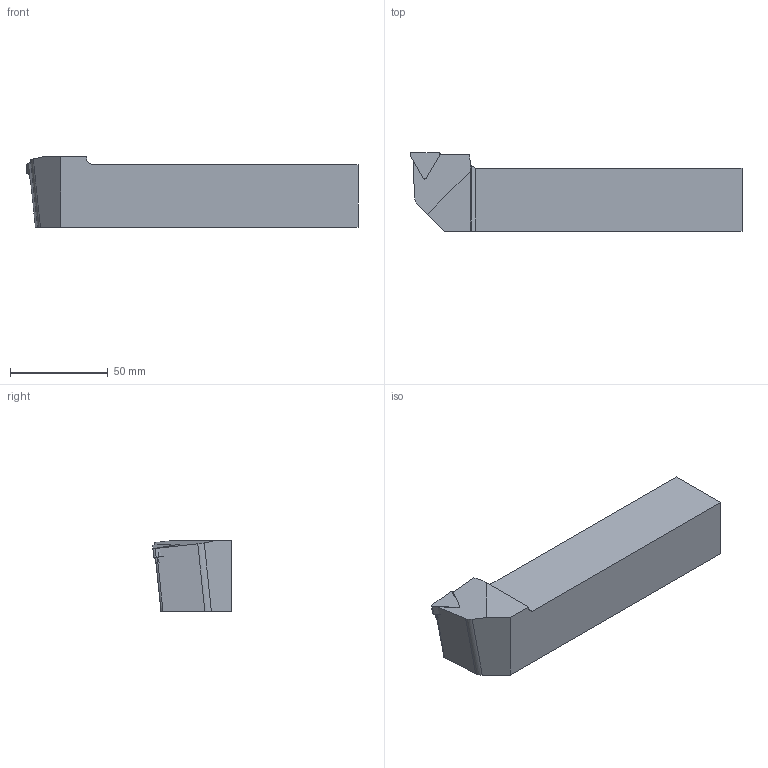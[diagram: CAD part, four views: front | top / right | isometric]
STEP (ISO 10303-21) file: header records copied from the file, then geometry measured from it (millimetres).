
FILE_DESCRIPTION(/* description */ (''),/* implementation_level */ '2;1');
FILE_NAME(/* name */ 'PTGNL-3232-P16.stp',/* time_stamp */ '2023-09-29T16:31:01+03:00',/* author */ (''),/* organization */ (''),/* preprocessor_version */ 'ST-DEVELOPER v19.4',/* originating_system */ 'SIEMENS PLM Software NX2306.3001',/* authorisation */ '');
FILE_SCHEMA (('AUTOMOTIVE_DESIGN { 1 0 10303 214 3 1 1 1 }'));
Length unit declared in the file: millimetre
Products named in the file (1): PTGNR-3232-P16
Bounding box: 169.43 x 40 x 36 mm (x, y, z)
Volume: 174706 mm3; surface area: 24249.8 mm2
Topology: 2 solids, 2 shells, 36 faces, 92 edges, 60 vertices
Faces by surface type: plane 28, cylinder 8
Entity records: 1167 total; most frequent: CARTESIAN_POINT 189, ORIENTED_EDGE 184, DIRECTION 183, EDGE_CURVE 92, LINE 75, VECTOR 75, VERTEX_POINT 60, AXIS2_PLACEMENT_3D 54
